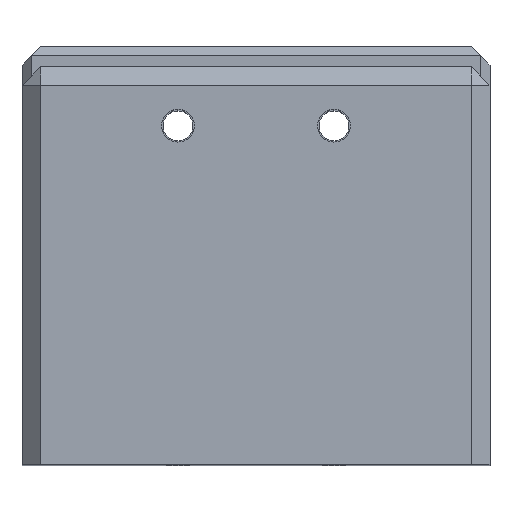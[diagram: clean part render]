
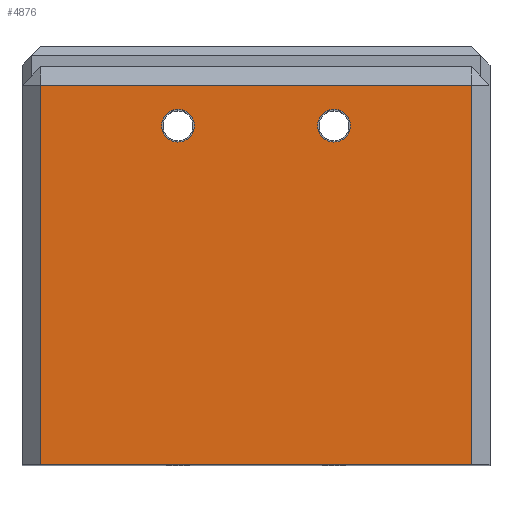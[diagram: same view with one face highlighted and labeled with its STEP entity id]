
A CAD part, top view. The second image highlights one B-rep face of the part: STEP entity #4876.
In plain terms, the highlighted planar face has unit normal (0, 0, 1).
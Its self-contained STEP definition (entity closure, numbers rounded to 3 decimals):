
#510 = PLANE('',#511);
#511 = AXIS2_PLACEMENT_3D('',#512,#513,#514);
#512 = CARTESIAN_POINT('',(274.477,28.303,-12.4));
#513 = DIRECTION('',(0.,-1.,0.));
#514 = DIRECTION('',(0.,0.,-1.));
#3558 = PLANE('',#3559);
#3559 = AXIS2_PLACEMENT_3D('',#3560,#3561,#3562);
#3560 = CARTESIAN_POINT('',(273.477,70.798,-13.4));
#3561 = DIRECTION('',(0.707,0.,0.707));
#3562 = DIRECTION('',(-0.,1.,-0.));
#3820 = PLANE('',#3821);
#3821 = AXIS2_PLACEMENT_3D('',#3822,#3823,#3824);
#3822 = CARTESIAN_POINT('',(225.477,70.798,-13.4));
#3823 = DIRECTION('',(0.707,0.,-0.707));
#3824 = DIRECTION('',(-0.,1.,-0.));
#3880 = EDGE_CURVE('',#3881,#3883,#3885,.T.);
#3881 = VERTEX_POINT('',#3882);
#3882 = CARTESIAN_POINT('',(272.477,28.303,-12.4));
#3883 = VERTEX_POINT('',#3884);
#3884 = CARTESIAN_POINT('',(226.477,28.303,-12.4));
#3885 = SURFACE_CURVE('',#3886,(#3890,#3897),.PCURVE_S1.);
#3886 = LINE('',#3887,#3888);
#3887 = CARTESIAN_POINT('',(274.477,28.303,-12.4));
#3888 = VECTOR('',#3889,1.);
#3889 = DIRECTION('',(-1.,-0.,-0.));
#3890 = PCURVE('',#510,#3891);
#3891 = DEFINITIONAL_REPRESENTATION('',(#3892),#3896);
#3892 = LINE('',#3893,#3894);
#3893 = CARTESIAN_POINT('',(0.,0.));
#3894 = VECTOR('',#3895,1.);
#3895 = DIRECTION('',(0.,-1.));
#3896 = ( GEOMETRIC_REPRESENTATION_CONTEXT(2) 
PARAMETRIC_REPRESENTATION_CONTEXT() REPRESENTATION_CONTEXT('2D SPACE',''
  ) );
#3897 = PCURVE('',#3898,#3903);
#3898 = PLANE('',#3899);
#3899 = AXIS2_PLACEMENT_3D('',#3900,#3901,#3902);
#3900 = CARTESIAN_POINT('',(274.477,70.798,-12.4));
#3901 = DIRECTION('',(0.,0.,1.));
#3902 = DIRECTION('',(0.,-1.,0.));
#3903 = DEFINITIONAL_REPRESENTATION('',(#3904),#3908);
#3904 = LINE('',#3905,#3906);
#3905 = CARTESIAN_POINT('',(42.495,0.));
#3906 = VECTOR('',#3907,1.);
#3907 = DIRECTION('',(0.,-1.));
#3908 = ( GEOMETRIC_REPRESENTATION_CONTEXT(2) 
PARAMETRIC_REPRESENTATION_CONTEXT() REPRESENTATION_CONTEXT('2D SPACE',''
  ) );
#4586 = EDGE_CURVE('',#4587,#3881,#4589,.T.);
#4587 = VERTEX_POINT('',#4588);
#4588 = CARTESIAN_POINT('',(272.477,68.798,-12.4));
#4589 = SURFACE_CURVE('',#4590,(#4594,#4601),.PCURVE_S1.);
#4590 = LINE('',#4591,#4592);
#4591 = CARTESIAN_POINT('',(272.477,70.798,-12.4));
#4592 = VECTOR('',#4593,1.);
#4593 = DIRECTION('',(0.,-1.,0.));
#4594 = PCURVE('',#3558,#4595);
#4595 = DEFINITIONAL_REPRESENTATION('',(#4596),#4600);
#4596 = LINE('',#4597,#4598);
#4597 = CARTESIAN_POINT('',(-0.,1.414));
#4598 = VECTOR('',#4599,1.);
#4599 = DIRECTION('',(-1.,0.));
#4600 = ( GEOMETRIC_REPRESENTATION_CONTEXT(2) 
PARAMETRIC_REPRESENTATION_CONTEXT() REPRESENTATION_CONTEXT('2D SPACE',''
  ) );
#4601 = PCURVE('',#3898,#4602);
#4602 = DEFINITIONAL_REPRESENTATION('',(#4603),#4607);
#4603 = LINE('',#4604,#4605);
#4604 = CARTESIAN_POINT('',(0.,-2.));
#4605 = VECTOR('',#4606,1.);
#4606 = DIRECTION('',(1.,0.));
#4607 = ( GEOMETRIC_REPRESENTATION_CONTEXT(2) 
PARAMETRIC_REPRESENTATION_CONTEXT() REPRESENTATION_CONTEXT('2D SPACE',''
  ) );
#4833 = EDGE_CURVE('',#4834,#3883,#4836,.T.);
#4834 = VERTEX_POINT('',#4835);
#4835 = CARTESIAN_POINT('',(226.477,68.798,-12.4));
#4836 = SURFACE_CURVE('',#4837,(#4841,#4848),.PCURVE_S1.);
#4837 = LINE('',#4838,#4839);
#4838 = CARTESIAN_POINT('',(226.477,70.798,-12.4));
#4839 = VECTOR('',#4840,1.);
#4840 = DIRECTION('',(0.,-1.,0.));
#4841 = PCURVE('',#3820,#4842);
#4842 = DEFINITIONAL_REPRESENTATION('',(#4843),#4847);
#4843 = LINE('',#4844,#4845);
#4844 = CARTESIAN_POINT('',(-0.,1.414));
#4845 = VECTOR('',#4846,1.);
#4846 = DIRECTION('',(-1.,0.));
#4847 = ( GEOMETRIC_REPRESENTATION_CONTEXT(2) 
PARAMETRIC_REPRESENTATION_CONTEXT() REPRESENTATION_CONTEXT('2D SPACE',''
  ) );
#4848 = PCURVE('',#3898,#4849);
#4849 = DEFINITIONAL_REPRESENTATION('',(#4850),#4854);
#4850 = LINE('',#4851,#4852);
#4851 = CARTESIAN_POINT('',(0.,-48.));
#4852 = VECTOR('',#4853,1.);
#4853 = DIRECTION('',(1.,0.));
#4854 = ( GEOMETRIC_REPRESENTATION_CONTEXT(2) 
PARAMETRIC_REPRESENTATION_CONTEXT() REPRESENTATION_CONTEXT('2D SPACE',''
  ) );
#4876 = ADVANCED_FACE('',(#4877,#4908,#4939),#3898,.T.);
#4877 = FACE_BOUND('',#4878,.T.);
#4878 = EDGE_LOOP('',(#4879,#4880,#4881,#4907));
#4879 = ORIENTED_EDGE('',*,*,#3880,.F.);
#4880 = ORIENTED_EDGE('',*,*,#4586,.F.);
#4881 = ORIENTED_EDGE('',*,*,#4882,.T.);
#4882 = EDGE_CURVE('',#4587,#4834,#4883,.T.);
#4883 = SURFACE_CURVE('',#4884,(#4888,#4895),.PCURVE_S1.);
#4884 = LINE('',#4885,#4886);
#4885 = CARTESIAN_POINT('',(274.477,68.798,-12.4));
#4886 = VECTOR('',#4887,1.);
#4887 = DIRECTION('',(-1.,-0.,-0.));
#4888 = PCURVE('',#3898,#4889);
#4889 = DEFINITIONAL_REPRESENTATION('',(#4890),#4894);
#4890 = LINE('',#4891,#4892);
#4891 = CARTESIAN_POINT('',(2.,0.));
#4892 = VECTOR('',#4893,1.);
#4893 = DIRECTION('',(0.,-1.));
#4894 = ( GEOMETRIC_REPRESENTATION_CONTEXT(2) 
PARAMETRIC_REPRESENTATION_CONTEXT() REPRESENTATION_CONTEXT('2D SPACE',''
  ) );
#4895 = PCURVE('',#4896,#4901);
#4896 = PLANE('',#4897);
#4897 = AXIS2_PLACEMENT_3D('',#4898,#4899,#4900);
#4898 = CARTESIAN_POINT('',(274.477,69.798,-13.4));
#4899 = DIRECTION('',(0.,0.707,0.707));
#4900 = DIRECTION('',(-1.,0.,0.));
#4901 = DEFINITIONAL_REPRESENTATION('',(#4902),#4906);
#4902 = LINE('',#4903,#4904);
#4903 = CARTESIAN_POINT('',(0.,1.414));
#4904 = VECTOR('',#4905,1.);
#4905 = DIRECTION('',(1.,0.));
#4906 = ( GEOMETRIC_REPRESENTATION_CONTEXT(2) 
PARAMETRIC_REPRESENTATION_CONTEXT() REPRESENTATION_CONTEXT('2D SPACE',''
  ) );
#4907 = ORIENTED_EDGE('',*,*,#4833,.T.);
#4908 = FACE_BOUND('',#4909,.T.);
#4909 = EDGE_LOOP('',(#4910));
#4910 = ORIENTED_EDGE('',*,*,#4911,.F.);
#4911 = EDGE_CURVE('',#4912,#4912,#4914,.T.);
#4912 = VERTEX_POINT('',#4913);
#4913 = CARTESIAN_POINT('',(242.894,64.498,-12.4));
#4914 = SURFACE_CURVE('',#4915,(#4920,#4927),.PCURVE_S1.);
#4915 = CIRCLE('',#4916,1.75);
#4916 = AXIS2_PLACEMENT_3D('',#4917,#4918,#4919);
#4917 = CARTESIAN_POINT('',(241.144,64.498,-12.4));
#4918 = DIRECTION('',(0.,0.,1.));
#4919 = DIRECTION('',(1.,0.,0.));
#4920 = PCURVE('',#3898,#4921);
#4921 = DEFINITIONAL_REPRESENTATION('',(#4922),#4926);
#4922 = CIRCLE('',#4923,1.75);
#4923 = AXIS2_PLACEMENT_2D('',#4924,#4925);
#4924 = CARTESIAN_POINT('',(6.3,-33.333));
#4925 = DIRECTION('',(0.,1.));
#4926 = ( GEOMETRIC_REPRESENTATION_CONTEXT(2) 
PARAMETRIC_REPRESENTATION_CONTEXT() REPRESENTATION_CONTEXT('2D SPACE',''
  ) );
#4927 = PCURVE('',#4928,#4933);
#4928 = CYLINDRICAL_SURFACE('',#4929,1.75);
#4929 = AXIS2_PLACEMENT_3D('',#4930,#4931,#4932);
#4930 = CARTESIAN_POINT('',(241.144,64.498,-12.4));
#4931 = DIRECTION('',(0.,0.,1.));
#4932 = DIRECTION('',(1.,0.,0.));
#4933 = DEFINITIONAL_REPRESENTATION('',(#4934),#4938);
#4934 = LINE('',#4935,#4936);
#4935 = CARTESIAN_POINT('',(0.,0.));
#4936 = VECTOR('',#4937,1.);
#4937 = DIRECTION('',(1.,0.));
#4938 = ( GEOMETRIC_REPRESENTATION_CONTEXT(2) 
PARAMETRIC_REPRESENTATION_CONTEXT() REPRESENTATION_CONTEXT('2D SPACE',''
  ) );
#4939 = FACE_BOUND('',#4940,.T.);
#4940 = EDGE_LOOP('',(#4941));
#4941 = ORIENTED_EDGE('',*,*,#4942,.F.);
#4942 = EDGE_CURVE('',#4943,#4943,#4945,.T.);
#4943 = VERTEX_POINT('',#4944);
#4944 = CARTESIAN_POINT('',(259.561,64.498,-12.4));
#4945 = SURFACE_CURVE('',#4946,(#4951,#4958),.PCURVE_S1.);
#4946 = CIRCLE('',#4947,1.75);
#4947 = AXIS2_PLACEMENT_3D('',#4948,#4949,#4950);
#4948 = CARTESIAN_POINT('',(257.811,64.498,-12.4));
#4949 = DIRECTION('',(0.,0.,1.));
#4950 = DIRECTION('',(1.,0.,0.));
#4951 = PCURVE('',#3898,#4952);
#4952 = DEFINITIONAL_REPRESENTATION('',(#4953),#4957);
#4953 = CIRCLE('',#4954,1.75);
#4954 = AXIS2_PLACEMENT_2D('',#4955,#4956);
#4955 = CARTESIAN_POINT('',(6.3,-16.667));
#4956 = DIRECTION('',(0.,1.));
#4957 = ( GEOMETRIC_REPRESENTATION_CONTEXT(2) 
PARAMETRIC_REPRESENTATION_CONTEXT() REPRESENTATION_CONTEXT('2D SPACE',''
  ) );
#4958 = PCURVE('',#4959,#4964);
#4959 = CYLINDRICAL_SURFACE('',#4960,1.75);
#4960 = AXIS2_PLACEMENT_3D('',#4961,#4962,#4963);
#4961 = CARTESIAN_POINT('',(257.811,64.498,-12.4));
#4962 = DIRECTION('',(0.,0.,1.));
#4963 = DIRECTION('',(1.,0.,0.));
#4964 = DEFINITIONAL_REPRESENTATION('',(#4965),#4969);
#4965 = LINE('',#4966,#4967);
#4966 = CARTESIAN_POINT('',(0.,0.));
#4967 = VECTOR('',#4968,1.);
#4968 = DIRECTION('',(1.,0.));
#4969 = ( GEOMETRIC_REPRESENTATION_CONTEXT(2) 
PARAMETRIC_REPRESENTATION_CONTEXT() REPRESENTATION_CONTEXT('2D SPACE',''
  ) );
